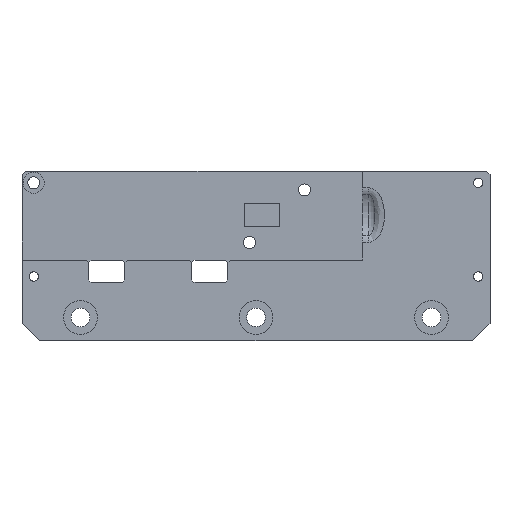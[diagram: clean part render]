
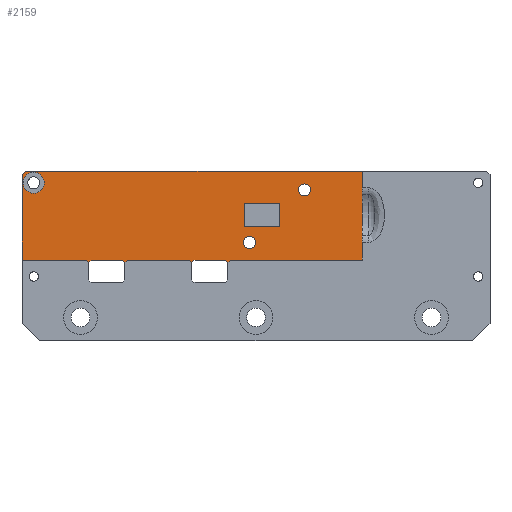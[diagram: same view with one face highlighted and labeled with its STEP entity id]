
A CAD part, top view. The second image highlights one B-rep face of the part: STEP entity #2159.
In plain terms, the highlighted planar face has unit normal (0, 0, 1).
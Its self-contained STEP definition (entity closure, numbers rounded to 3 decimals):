
#42=FACE_BOUND('',#317,.T.);
#43=FACE_BOUND('',#318,.T.);
#44=FACE_BOUND('',#319,.T.);
#45=FACE_BOUND('',#320,.T.);
#103=CIRCLE('',#2330,1.8);
#104=CIRCLE('',#2331,1.02);
#105=CIRCLE('',#2332,1.02);
#192=FACE_OUTER_BOUND('',#316,.T.);
#316=EDGE_LOOP('',(#1695,#1696,#1697,#1698,#1699,#1700,#1701,#1702,#1703,
#1704,#1705,#1706,#1707,#1708,#1709,#1710,#1711,#1712,#1713));
#317=EDGE_LOOP('',(#1714));
#318=EDGE_LOOP('',(#1715,#1716,#1717,#1718));
#319=EDGE_LOOP('',(#1719));
#320=EDGE_LOOP('',(#1720));
#391=LINE('',#3010,#635);
#395=LINE('',#3018,#639);
#398=LINE('',#3024,#642);
#405=LINE('',#3039,#649);
#409=LINE('',#3047,#653);
#412=LINE('',#3053,#656);
#421=LINE('',#3071,#665);
#425=LINE('',#3078,#669);
#450=LINE('',#3150,#694);
#452=LINE('',#3154,#696);
#454=LINE('',#3157,#698);
#456=LINE('',#3161,#700);
#458=LINE('',#3165,#702);
#474=LINE('',#3256,#718);
#475=LINE('',#3259,#719);
#477=LINE('',#3268,#721);
#552=LINE('',#3470,#796);
#554=LINE('',#3473,#798);
#555=LINE('',#3474,#799);
#556=LINE('',#3479,#800);
#557=LINE('',#3481,#801);
#558=LINE('',#3483,#802);
#559=LINE('',#3484,#803);
#635=VECTOR('',#2408,10.);
#639=VECTOR('',#2414,10.);
#642=VECTOR('',#2419,10.);
#649=VECTOR('',#2430,10.);
#653=VECTOR('',#2436,10.);
#656=VECTOR('',#2441,10.);
#665=VECTOR('',#2454,10.);
#669=VECTOR('',#2460,10.);
#694=VECTOR('',#2501,10.);
#696=VECTOR('',#2505,10.);
#698=VECTOR('',#2509,10.);
#700=VECTOR('',#2513,10.);
#702=VECTOR('',#2517,10.);
#718=VECTOR('',#2561,10.);
#719=VECTOR('',#2564,10.);
#721=VECTOR('',#2578,10.);
#796=VECTOR('',#2773,10.);
#798=VECTOR('',#2777,10.);
#799=VECTOR('',#2778,10.);
#800=VECTOR('',#2781,10.);
#801=VECTOR('',#2782,10.);
#802=VECTOR('',#2783,10.);
#803=VECTOR('',#2784,10.);
#879=VERTEX_POINT('',#3008);
#880=VERTEX_POINT('',#3009);
#883=VERTEX_POINT('',#3017);
#885=VERTEX_POINT('',#3023);
#890=VERTEX_POINT('',#3037);
#891=VERTEX_POINT('',#3038);
#894=VERTEX_POINT('',#3046);
#896=VERTEX_POINT('',#3052);
#903=VERTEX_POINT('',#3069);
#905=VERTEX_POINT('',#3076);
#934=VERTEX_POINT('',#3149);
#935=VERTEX_POINT('',#3153);
#936=VERTEX_POINT('',#3160);
#937=VERTEX_POINT('',#3164);
#948=VERTEX_POINT('',#3254);
#949=VERTEX_POINT('',#3258);
#950=VERTEX_POINT('',#3266);
#1016=VERTEX_POINT('',#3467);
#1017=VERTEX_POINT('',#3469);
#1018=VERTEX_POINT('',#3475);
#1019=VERTEX_POINT('',#3477);
#1020=VERTEX_POINT('',#3478);
#1021=VERTEX_POINT('',#3480);
#1022=VERTEX_POINT('',#3482);
#1023=VERTEX_POINT('',#3485);
#1024=VERTEX_POINT('',#3487);
#1076=EDGE_CURVE('',#879,#880,#391,.T.);
#1080=EDGE_CURVE('',#883,#880,#395,.T.);
#1083=EDGE_CURVE('',#883,#885,#398,.T.);
#1090=EDGE_CURVE('',#890,#891,#405,.T.);
#1094=EDGE_CURVE('',#894,#891,#409,.T.);
#1097=EDGE_CURVE('',#894,#896,#412,.T.);
#1106=EDGE_CURVE('',#879,#903,#421,.T.);
#1110=EDGE_CURVE('',#903,#905,#425,.T.);
#1142=EDGE_CURVE('',#885,#934,#450,.F.);
#1144=EDGE_CURVE('',#935,#934,#452,.T.);
#1146=EDGE_CURVE('',#890,#935,#454,.T.);
#1148=EDGE_CURVE('',#896,#936,#456,.F.);
#1150=EDGE_CURVE('',#937,#936,#458,.T.);
#1172=EDGE_CURVE('',#905,#948,#474,.T.);
#1173=EDGE_CURVE('',#948,#949,#475,.T.);
#1178=EDGE_CURVE('',#949,#950,#477,.T.);
#1278=EDGE_CURVE('',#1016,#1017,#552,.T.);
#1280=EDGE_CURVE('',#937,#1016,#554,.T.);
#1281=EDGE_CURVE('',#950,#1017,#555,.T.);
#1282=EDGE_CURVE('',#1018,#1018,#103,.T.);
#1283=EDGE_CURVE('',#1019,#1020,#556,.T.);
#1284=EDGE_CURVE('',#1020,#1021,#557,.T.);
#1285=EDGE_CURVE('',#1021,#1022,#558,.T.);
#1286=EDGE_CURVE('',#1022,#1019,#559,.T.);
#1287=EDGE_CURVE('',#1023,#1023,#104,.T.);
#1288=EDGE_CURVE('',#1024,#1024,#105,.T.);
#1695=ORIENTED_EDGE('',*,*,#1278,.F.);
#1696=ORIENTED_EDGE('',*,*,#1280,.F.);
#1697=ORIENTED_EDGE('',*,*,#1150,.T.);
#1698=ORIENTED_EDGE('',*,*,#1148,.F.);
#1699=ORIENTED_EDGE('',*,*,#1097,.F.);
#1700=ORIENTED_EDGE('',*,*,#1094,.T.);
#1701=ORIENTED_EDGE('',*,*,#1090,.F.);
#1702=ORIENTED_EDGE('',*,*,#1146,.T.);
#1703=ORIENTED_EDGE('',*,*,#1144,.T.);
#1704=ORIENTED_EDGE('',*,*,#1142,.F.);
#1705=ORIENTED_EDGE('',*,*,#1083,.F.);
#1706=ORIENTED_EDGE('',*,*,#1080,.T.);
#1707=ORIENTED_EDGE('',*,*,#1076,.F.);
#1708=ORIENTED_EDGE('',*,*,#1106,.T.);
#1709=ORIENTED_EDGE('',*,*,#1110,.T.);
#1710=ORIENTED_EDGE('',*,*,#1172,.T.);
#1711=ORIENTED_EDGE('',*,*,#1173,.T.);
#1712=ORIENTED_EDGE('',*,*,#1178,.T.);
#1713=ORIENTED_EDGE('',*,*,#1281,.T.);
#1714=ORIENTED_EDGE('',*,*,#1282,.T.);
#1715=ORIENTED_EDGE('',*,*,#1283,.T.);
#1716=ORIENTED_EDGE('',*,*,#1284,.T.);
#1717=ORIENTED_EDGE('',*,*,#1285,.T.);
#1718=ORIENTED_EDGE('',*,*,#1286,.T.);
#1719=ORIENTED_EDGE('',*,*,#1287,.T.);
#1720=ORIENTED_EDGE('',*,*,#1288,.T.);
#2057=PLANE('',#2329);
#2159=ADVANCED_FACE('',(#192,#42,#43,#44,#45),#2057,.T.);
#2329=AXIS2_PLACEMENT_3D('',#3472,#2775,#2776);
#2330=AXIS2_PLACEMENT_3D('',#3476,#2779,#2780);
#2331=AXIS2_PLACEMENT_3D('',#3486,#2785,#2786);
#2332=AXIS2_PLACEMENT_3D('',#3488,#2787,#2788);
#2408=DIRECTION('',(-0.707,0.707,0.));
#2414=DIRECTION('',(1.,0.,0.));
#2419=DIRECTION('',(-0.707,-0.707,0.));
#2430=DIRECTION('',(-0.707,0.707,0.));
#2436=DIRECTION('',(1.,0.,0.));
#2441=DIRECTION('',(-0.707,-0.707,0.));
#2454=DIRECTION('',(0.707,0.707,0.));
#2460=DIRECTION('',(1.,0.,0.));
#2501=DIRECTION('',(0.707,-0.707,0.));
#2505=DIRECTION('',(1.,0.,0.));
#2509=DIRECTION('',(0.707,0.707,0.));
#2513=DIRECTION('',(0.707,-0.707,0.));
#2517=DIRECTION('',(1.,0.,0.));
#2561=DIRECTION('',(0.,1.,0.));
#2564=DIRECTION('',(0.,1.,0.));
#2578=DIRECTION('',(0.,1.,0.));
#2773=DIRECTION('',(0.707,0.707,0.));
#2775=DIRECTION('center_axis',(0.,0.,1.));
#2776=DIRECTION('ref_axis',(1.,0.,0.));
#2777=DIRECTION('',(0.,1.,0.));
#2778=DIRECTION('',(-1.,0.,0.));
#2779=DIRECTION('center_axis',(0.,0.,-1.));
#2780=DIRECTION('ref_axis',(-1.,0.,0.));
#2781=DIRECTION('',(0.,-1.,0.));
#2782=DIRECTION('',(-1.,0.,0.));
#2783=DIRECTION('',(0.,1.,0.));
#2784=DIRECTION('',(1.,0.,0.));
#2785=DIRECTION('center_axis',(0.,0.,-1.));
#2786=DIRECTION('ref_axis',(-1.,0.,0.));
#2787=DIRECTION('center_axis',(0.,0.,-1.));
#2788=DIRECTION('ref_axis',(-1.,0.,0.));
#3008=CARTESIAN_POINT('',(18.528,-3.124,15.025));
#3009=CARTESIAN_POINT('',(18.128,-2.724,15.025));
#3010=CARTESIAN_POINT('',(20.228,-4.824,15.025));
#3017=CARTESIAN_POINT('',(12.728,-2.724,15.025));
#3018=CARTESIAN_POINT('',(41.428,-2.724,15.025));
#3023=CARTESIAN_POINT('',(12.328,-3.124,15.025));
#3024=CARTESIAN_POINT('',(23.578,8.126,15.025));
#3037=CARTESIAN_POINT('',(0.928,-3.124,15.025));
#3038=CARTESIAN_POINT('',(0.528,-2.724,15.025));
#3039=CARTESIAN_POINT('',(7.028,-9.224,15.025));
#3046=CARTESIAN_POINT('',(-4.872,-2.724,15.025));
#3047=CARTESIAN_POINT('',(41.428,-2.724,15.025));
#3052=CARTESIAN_POINT('',(-5.272,-3.124,15.025));
#3053=CARTESIAN_POINT('',(10.378,12.526,15.025));
#3069=CARTESIAN_POINT('',(18.928,-2.724,15.025));
#3071=CARTESIAN_POINT('',(28.228,6.576,15.025));
#3076=CARTESIAN_POINT('',(41.528,-2.724,15.025));
#3078=CARTESIAN_POINT('',(41.428,-2.724,15.025));
#3149=CARTESIAN_POINT('',(11.928,-2.724,15.025));
#3150=CARTESIAN_POINT('',(15.578,-6.374,15.025));
#3153=CARTESIAN_POINT('',(1.328,-2.724,15.025));
#3154=CARTESIAN_POINT('',(41.428,-2.724,15.025));
#3157=CARTESIAN_POINT('',(15.028,10.976,15.025));
#3160=CARTESIAN_POINT('',(-5.672,-2.724,15.025));
#3161=CARTESIAN_POINT('',(2.378,-10.774,15.025));
#3164=CARTESIAN_POINT('',(-16.672,-2.724,15.025));
#3165=CARTESIAN_POINT('',(41.428,-2.724,15.025));
#3254=CARTESIAN_POINT('',(41.528,3.385,15.025));
#3256=CARTESIAN_POINT('',(41.528,12.476,15.025));
#3258=CARTESIAN_POINT('',(41.528,6.566,15.025));
#3259=CARTESIAN_POINT('',(41.528,12.476,15.025));
#3266=CARTESIAN_POINT('',(41.528,12.476,15.025));
#3268=CARTESIAN_POINT('',(41.528,12.476,15.025));
#3467=CARTESIAN_POINT('',(-16.672,11.876,15.025));
#3469=CARTESIAN_POINT('',(-16.072,12.476,15.025));
#3470=CARTESIAN_POINT('',(-1.872,26.676,15.025));
#3472=CARTESIAN_POINT('Origin',(41.328,12.476,15.025));
#3473=CARTESIAN_POINT('',(-16.672,-10.524,15.025));
#3474=CARTESIAN_POINT('',(26.828,12.476,15.025));
#3475=CARTESIAN_POINT('',(-12.872,10.476,15.025));
#3476=CARTESIAN_POINT('Origin',(-14.672,10.476,15.025));
#3477=CARTESIAN_POINT('',(27.428,6.976,15.025));
#3478=CARTESIAN_POINT('',(27.428,2.976,15.025));
#3479=CARTESIAN_POINT('',(27.428,7.726,15.025));
#3480=CARTESIAN_POINT('',(21.428,2.976,15.025));
#3481=CARTESIAN_POINT('',(31.378,2.976,15.025));
#3482=CARTESIAN_POINT('',(21.428,6.976,15.025));
#3483=CARTESIAN_POINT('',(21.428,9.726,15.025));
#3484=CARTESIAN_POINT('',(34.378,6.976,15.025));
#3485=CARTESIAN_POINT('',(23.248,0.276,15.025));
#3486=CARTESIAN_POINT('Origin',(22.228,0.276,15.025));
#3487=CARTESIAN_POINT('',(32.648,9.276,15.025));
#3488=CARTESIAN_POINT('Origin',(31.628,9.276,15.025));
